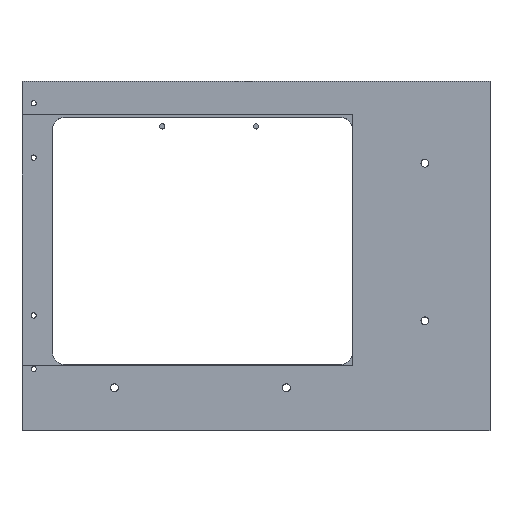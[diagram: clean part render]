
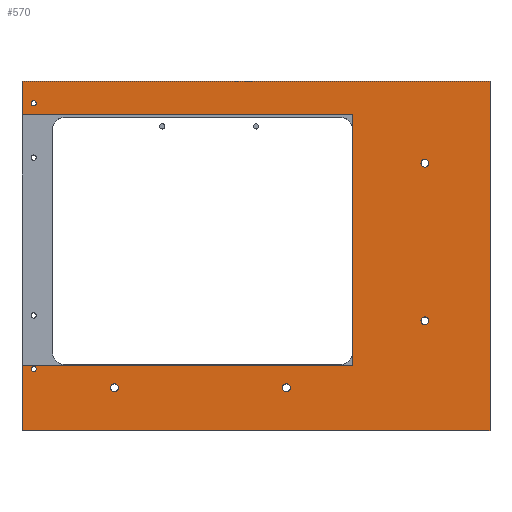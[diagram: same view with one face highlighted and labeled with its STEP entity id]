
A CAD part, top view. The second image highlights one B-rep face of the part: STEP entity #570.
In plain terms, the highlighted planar face has unit normal (0, 0, 1).
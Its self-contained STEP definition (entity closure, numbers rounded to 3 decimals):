
#19=FACE_BOUND('',#95,.T.);
#20=FACE_BOUND('',#96,.T.);
#21=FACE_BOUND('',#97,.T.);
#22=FACE_BOUND('',#98,.T.);
#23=FACE_BOUND('',#99,.T.);
#24=FACE_BOUND('',#100,.T.);
#38=PLANE('',#639);
#63=FACE_OUTER_BOUND('',#94,.T.);
#94=EDGE_LOOP('',(#430,#431,#432,#433,#434,#435,#436,#437));
#95=EDGE_LOOP('',(#438));
#96=EDGE_LOOP('',(#439));
#97=EDGE_LOOP('',(#440));
#98=EDGE_LOOP('',(#441));
#99=EDGE_LOOP('',(#442));
#100=EDGE_LOOP('',(#443));
#142=LINE('',#898,#192);
#146=LINE('',#907,#196);
#148=LINE('',#911,#198);
#149=LINE('',#912,#199);
#150=LINE('',#914,#200);
#151=LINE('',#916,#201);
#152=LINE('',#918,#202);
#153=LINE('',#919,#203);
#192=VECTOR('',#734,10.);
#196=VECTOR('',#740,10.);
#198=VECTOR('',#744,10.);
#199=VECTOR('',#745,10.);
#200=VECTOR('',#746,10.);
#201=VECTOR('',#747,10.);
#202=VECTOR('',#748,10.);
#203=VECTOR('',#749,10.);
#232=CIRCLE('',#614,1.5);
#236=CIRCLE('',#620,1.);
#238=CIRCLE('',#623,1.5);
#240=CIRCLE('',#626,1.5);
#244=CIRCLE('',#632,1.5);
#246=CIRCLE('',#635,1.);
#260=VERTEX_POINT('',#844);
#264=VERTEX_POINT('',#856);
#266=VERTEX_POINT('',#862);
#268=VERTEX_POINT('',#868);
#272=VERTEX_POINT('',#880);
#274=VERTEX_POINT('',#886);
#278=VERTEX_POINT('',#895);
#279=VERTEX_POINT('',#897);
#282=VERTEX_POINT('',#904);
#283=VERTEX_POINT('',#906);
#284=VERTEX_POINT('',#910);
#285=VERTEX_POINT('',#913);
#286=VERTEX_POINT('',#915);
#287=VERTEX_POINT('',#917);
#312=EDGE_CURVE('',#260,#260,#232,.T.);
#318=EDGE_CURVE('',#264,#264,#236,.T.);
#321=EDGE_CURVE('',#266,#266,#238,.T.);
#324=EDGE_CURVE('',#268,#268,#240,.T.);
#330=EDGE_CURVE('',#272,#272,#244,.T.);
#333=EDGE_CURVE('',#274,#274,#246,.T.);
#338=EDGE_CURVE('',#279,#278,#142,.T.);
#342=EDGE_CURVE('',#283,#282,#146,.T.);
#344=EDGE_CURVE('',#284,#283,#148,.T.);
#345=EDGE_CURVE('',#282,#279,#149,.T.);
#346=EDGE_CURVE('',#278,#285,#150,.T.);
#347=EDGE_CURVE('',#285,#286,#151,.T.);
#348=EDGE_CURVE('',#286,#287,#152,.T.);
#349=EDGE_CURVE('',#287,#284,#153,.T.);
#430=ORIENTED_EDGE('',*,*,#344,.T.);
#431=ORIENTED_EDGE('',*,*,#342,.T.);
#432=ORIENTED_EDGE('',*,*,#345,.T.);
#433=ORIENTED_EDGE('',*,*,#338,.T.);
#434=ORIENTED_EDGE('',*,*,#346,.T.);
#435=ORIENTED_EDGE('',*,*,#347,.T.);
#436=ORIENTED_EDGE('',*,*,#348,.T.);
#437=ORIENTED_EDGE('',*,*,#349,.T.);
#438=ORIENTED_EDGE('',*,*,#312,.T.);
#439=ORIENTED_EDGE('',*,*,#318,.T.);
#440=ORIENTED_EDGE('',*,*,#321,.T.);
#441=ORIENTED_EDGE('',*,*,#324,.T.);
#442=ORIENTED_EDGE('',*,*,#330,.T.);
#443=ORIENTED_EDGE('',*,*,#333,.T.);
#570=ADVANCED_FACE('',(#63,#19,#20,#21,#22,#23,#24),#38,.T.);
#614=AXIS2_PLACEMENT_3D('',#845,#676,#677);
#620=AXIS2_PLACEMENT_3D('',#857,#690,#691);
#623=AXIS2_PLACEMENT_3D('',#863,#697,#698);
#626=AXIS2_PLACEMENT_3D('',#869,#704,#705);
#632=AXIS2_PLACEMENT_3D('',#881,#718,#719);
#635=AXIS2_PLACEMENT_3D('',#887,#725,#726);
#639=AXIS2_PLACEMENT_3D('',#909,#742,#743);
#676=DIRECTION('center_axis',(0.,0.,-1.));
#677=DIRECTION('ref_axis',(1.,0.,0.));
#690=DIRECTION('center_axis',(0.,0.,-1.));
#691=DIRECTION('ref_axis',(1.,0.,0.));
#697=DIRECTION('center_axis',(0.,0.,-1.));
#698=DIRECTION('ref_axis',(1.,0.,0.));
#704=DIRECTION('center_axis',(0.,0.,-1.));
#705=DIRECTION('ref_axis',(1.,0.,0.));
#718=DIRECTION('center_axis',(0.,0.,-1.));
#719=DIRECTION('ref_axis',(1.,0.,0.));
#725=DIRECTION('center_axis',(0.,0.,-1.));
#726=DIRECTION('ref_axis',(1.,0.,0.));
#734=DIRECTION('',(-1.,0.,0.));
#740=DIRECTION('',(1.,0.,0.));
#742=DIRECTION('center_axis',(0.,0.,1.));
#743=DIRECTION('ref_axis',(1.,0.,0.));
#744=DIRECTION('',(0.,-1.,0.));
#745=DIRECTION('',(0.,-1.,0.));
#746=DIRECTION('',(0.,-1.,0.));
#747=DIRECTION('',(1.,0.,0.));
#748=DIRECTION('',(0.,1.,0.));
#749=DIRECTION('',(-1.,0.,0.));
#844=CARTESIAN_POINT('',(83.88,-30.68,15.59));
#845=CARTESIAN_POINT('Origin',(85.38,-30.68,15.59));
#856=CARTESIAN_POINT('',(-65.8,-49.18,15.59));
#857=CARTESIAN_POINT('Origin',(-64.8,-49.18,15.59));
#862=CARTESIAN_POINT('',(83.88,29.82,15.59));
#863=CARTESIAN_POINT('Origin',(85.38,29.82,15.59));
#868=CARTESIAN_POINT('',(30.7,-56.36,15.59));
#869=CARTESIAN_POINT('Origin',(32.2,-56.36,15.59));
#880=CARTESIAN_POINT('',(-35.3,-56.36,15.59));
#881=CARTESIAN_POINT('Origin',(-33.8,-56.36,15.59));
#886=CARTESIAN_POINT('',(-65.8,52.82,15.59));
#887=CARTESIAN_POINT('Origin',(-64.8,52.82,15.59));
#895=CARTESIAN_POINT('',(-69.3,-47.9,15.59));
#897=CARTESIAN_POINT('',(57.68,-47.9,15.59));
#898=CARTESIAN_POINT('',(57.68,-47.9,15.59));
#904=CARTESIAN_POINT('',(57.68,48.44,15.59));
#906=CARTESIAN_POINT('',(-69.3,48.44,15.59));
#907=CARTESIAN_POINT('',(-74.229,48.44,15.59));
#909=CARTESIAN_POINT('Origin',(20.54,-5.77,15.59));
#910=CARTESIAN_POINT('',(-69.3,61.32,15.59));
#911=CARTESIAN_POINT('',(-69.3,61.32,15.59));
#912=CARTESIAN_POINT('',(57.68,48.44,15.59));
#913=CARTESIAN_POINT('',(-69.3,-72.86,15.59));
#914=CARTESIAN_POINT('',(-69.3,61.32,15.59));
#915=CARTESIAN_POINT('',(110.38,-72.86,15.59));
#916=CARTESIAN_POINT('',(-69.3,-72.86,15.59));
#917=CARTESIAN_POINT('',(110.38,61.32,15.59));
#918=CARTESIAN_POINT('',(110.38,-72.86,15.59));
#919=CARTESIAN_POINT('',(110.38,61.32,15.59));
